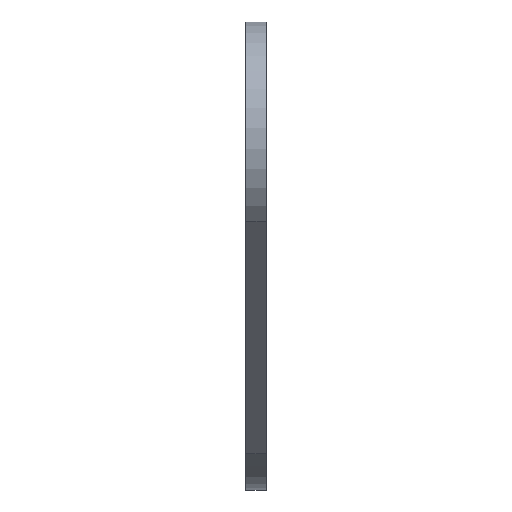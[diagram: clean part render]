
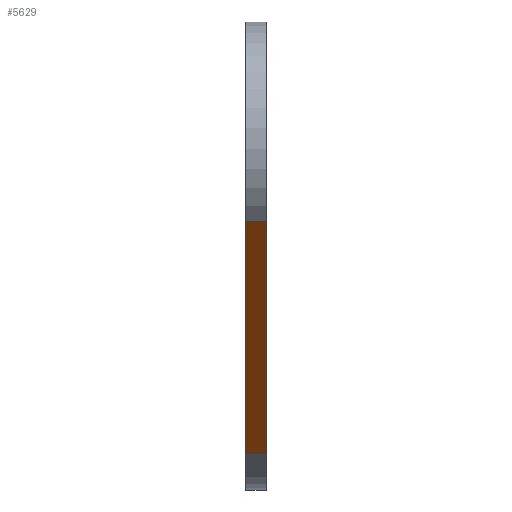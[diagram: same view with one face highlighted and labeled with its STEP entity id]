
A CAD part, left-side view. The second image highlights one B-rep face of the part: STEP entity #5629.
In plain terms, the highlighted planar face has unit normal (-0.707, 0, -0.707).
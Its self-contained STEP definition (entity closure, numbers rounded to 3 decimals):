
#63 = FACE_OUTER_BOUND ( 'NONE', #1448, .T. ) ;
#171 = VECTOR ( 'NONE', #3704, 1000. ) ;
#283 = CARTESIAN_POINT ( 'NONE',  ( 36.408, 0., -76.713 ) ) ;
#428 = LINE ( 'NONE', #982, #5392 ) ;
#486 = VERTEX_POINT ( 'NONE', #1895 ) ;
#982 = CARTESIAN_POINT ( 'NONE',  ( -20.153, 5., -20.153 ) ) ;
#1137 = EDGE_CURVE ( 'NONE', #486, #5038, #5058, .T. ) ;
#1380 = ORIENTED_EDGE ( 'NONE', *, *, #1876, .F. ) ;
#1403 = DIRECTION ( 'NONE',  ( -0.707, 0., 0.707 ) ) ;
#1448 = EDGE_LOOP ( 'NONE', ( #4051, #5527, #1380, #3164 ) ) ;
#1704 = DIRECTION ( 'NONE',  ( 0.707, 0., -0.707 ) ) ;
#1876 = EDGE_CURVE ( 'NONE', #2320, #5038, #3534, .T. ) ;
#1895 = CARTESIAN_POINT ( 'NONE',  ( 36.408, 5., -76.713 ) ) ;
#2289 = PLANE ( 'NONE',  #4729 ) ;
#2320 = VERTEX_POINT ( 'NONE', #4333 ) ;
#2702 = DIRECTION ( 'NONE',  ( 0.707, 0., -0.707 ) ) ;
#2974 = EDGE_CURVE ( 'NONE', #3511, #486, #428, .T. ) ;
#3164 = ORIENTED_EDGE ( 'NONE', *, *, #4382, .F. ) ;
#3399 = VECTOR ( 'NONE', #3814, 1000. ) ;
#3511 = VERTEX_POINT ( 'NONE', #5553 ) ;
#3534 = LINE ( 'NONE', #3937, #3768 ) ;
#3589 = DIRECTION ( 'NONE',  ( -0.707, 0., -0.707 ) ) ;
#3704 = DIRECTION ( 'NONE',  ( 0., -1., 0. ) ) ;
#3768 = VECTOR ( 'NONE', #1704, 1000. ) ;
#3814 = DIRECTION ( 'NONE',  ( 0., -1., 0. ) ) ;
#3900 = CARTESIAN_POINT ( 'NONE',  ( 36.408, 5., -76.713 ) ) ;
#3934 = CARTESIAN_POINT ( 'NONE',  ( -20.153, 5., -20.153 ) ) ;
#3937 = CARTESIAN_POINT ( 'NONE',  ( -20.153, 0., -20.153 ) ) ;
#4051 = ORIENTED_EDGE ( 'NONE', *, *, #2974, .T. ) ;
#4333 = CARTESIAN_POINT ( 'NONE',  ( -20.153, 0., -20.153 ) ) ;
#4382 = EDGE_CURVE ( 'NONE', #3511, #2320, #5374, .T. ) ;
#4729 = AXIS2_PLACEMENT_3D ( 'NONE', #3934, #3589, #1403 ) ;
#4965 = CARTESIAN_POINT ( 'NONE',  ( -20.153, 5., -20.153 ) ) ;
#5038 = VERTEX_POINT ( 'NONE', #283 ) ;
#5058 = LINE ( 'NONE', #3900, #3399 ) ;
#5374 = LINE ( 'NONE', #4965, #171 ) ;
#5392 = VECTOR ( 'NONE', #2702, 1000. ) ;
#5527 = ORIENTED_EDGE ( 'NONE', *, *, #1137, .T. ) ;
#5553 = CARTESIAN_POINT ( 'NONE',  ( -20.153, 5., -20.153 ) ) ;
#5629 = ADVANCED_FACE ( 'NONE', ( #63 ), #2289, .T. ) ;
